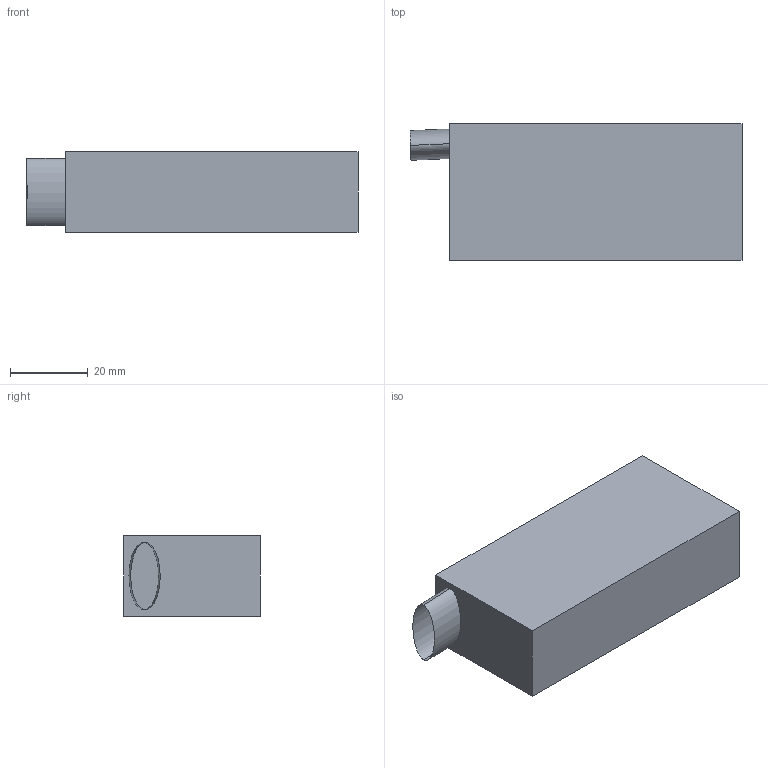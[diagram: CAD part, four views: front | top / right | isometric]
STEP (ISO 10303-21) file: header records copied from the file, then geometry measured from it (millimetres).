
FILE_DESCRIPTION (( 'STEP AP203' ), '1' );
FILE_NAME ('Battery_Default_sldprt.STEP', '2021-04-13T21:44:20', ( '' ), ( '' ), 'SwSTEP 2.0', 'SolidWorks 2020', '' );
FILE_SCHEMA (( 'CONFIG_CONTROL_DESIGN' ));
Length unit declared in the file: millimetre
Products named in the file (1): Battery_Default_sldprt
Bounding box: 85.13 x 35 x 20.6 mm (x, y, z)
Surface area: 10186.5 mm2 (no closed solid volume)
Topology: 0 solids, 2 shells, 8 faces, 18 edges, 12 vertices
Faces by surface type: plane 6, bspline 2
Entity records: 344 total; most frequent: CARTESIAN_POINT 111, ORIENTED_EDGE 32, DIRECTION 26, EDGE_CURVE 18, VECTOR 12, VERTEX_POINT 12, LINE 12, ADVANCED_FACE 8
